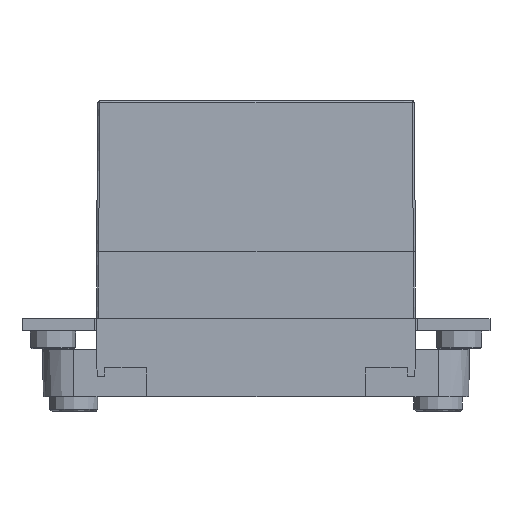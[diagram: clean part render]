
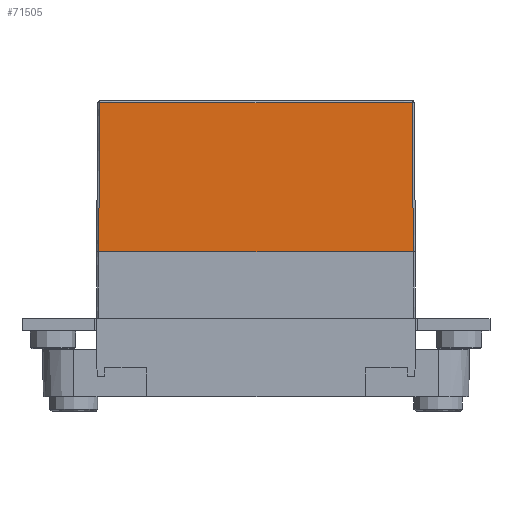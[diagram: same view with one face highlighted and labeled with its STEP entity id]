
A CAD part, left-side view. The second image highlights one B-rep face of the part: STEP entity #71505.
In plain terms, the highlighted free-form (B-spline) face has degree [1, 1] with [2, 2] control points.
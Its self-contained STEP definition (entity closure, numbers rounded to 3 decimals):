
#23192=CARTESIAN_POINT('V1109',(-25.234,
   59.444,35.));
#23193=VERTEX_POINT('V1109',#23192);
#23199=CARTESIAN_POINT('V1104',(-25.234,
   -16.556,35.));
#23200=VERTEX_POINT('V1104',#23199);
#23201=CARTESIAN_POINT('E1693',(-25.234,
   59.444,35.0));
#23202=CARTESIAN_POINT('E1693',(-25.234,
   -16.556,35.0));
#23203=QUASI_UNIFORM_CURVE('E1693',1,(#23201,#23202),.POLYLINE_FORM.,
   .F.,.U.);
#23204=EDGE_CURVE('E1693',#23193,#23200,#23203,.T.);
#71460=CARTESIAN_POINT('V1101',(-24.919,
   -16.242,71.004));
#71461=VERTEX_POINT('V1101',#71460);
#71475=CARTESIAN_POINT('E1654',(-24.919,
   -16.242,71.004));
#71476=CARTESIAN_POINT('E1654',(-25.234,
   -16.556,35.));
#71477=QUASI_UNIFORM_CURVE('E1654',1,(#71475,#71476),.POLYLINE_FORM.,
   .F.,.U.);
#71478=EDGE_CURVE('E1654',#71461,#23200,#71477,.T.);
#71484=CARTESIAN_POINT('F570',(-25.373,
   -17.056,19.001));
#71485=CARTESIAN_POINT('F570',(-24.904,
   -17.056,72.805));
#71486=CARTESIAN_POINT('F570',(-25.373,
   63.244,19.001));
#71487=CARTESIAN_POINT('F570',(-24.904,
   63.244,72.805));
#71488=B_SPLINE_SURFACE_WITH_KNOTS('F570',1,1,((#71484,#71486),(
   #71485,#71487)),.PLANE_SURF.,.F.,.F.,.U.,(2,2),(2,2),(0.0,1.0),
   (0.0,1.492),.UNSPECIFIED.);
#71489=ORIENTED_EDGE('E1654',*,*,#71478,.F.);
#71490=CARTESIAN_POINT('V1095',(-24.919,
   59.13,71.004));
#71491=VERTEX_POINT('V1095',#71490);
#71492=CARTESIAN_POINT('E1661',(-24.919,
   59.13,71.004));
#71493=CARTESIAN_POINT('E1661',(-24.919,
   -16.242,71.004));
#71494=QUASI_UNIFORM_CURVE('E1661',1,(#71492,#71493),.POLYLINE_FORM.,
   .F.,.U.);
#71495=EDGE_CURVE('E1661',#71491,#71461,#71494,.T.);
#71496=ORIENTED_EDGE('E1661',*,*,#71495,.F.);
#71497=CARTESIAN_POINT('E1668',(-25.234,
   59.444,35.0));
#71498=CARTESIAN_POINT('E1668',(-24.919,
   59.13,71.004));
#71499=QUASI_UNIFORM_CURVE('E1668',1,(#71497,#71498),.POLYLINE_FORM.,
   .F.,.U.);
#71500=EDGE_CURVE('E1668',#23193,#71491,#71499,.T.);
#71501=ORIENTED_EDGE('E1668',*,*,#71500,.F.);
#71502=ORIENTED_EDGE('E1693',*,*,#23204,.T.);
#71503=EDGE_LOOP('F570',(#71489,#71496,#71501,#71502));
#71504=FACE_OUTER_BOUND('F570',#71503,.F.);
#71505=ADVANCED_FACE('F570',(#71504),#71488,.F.);
